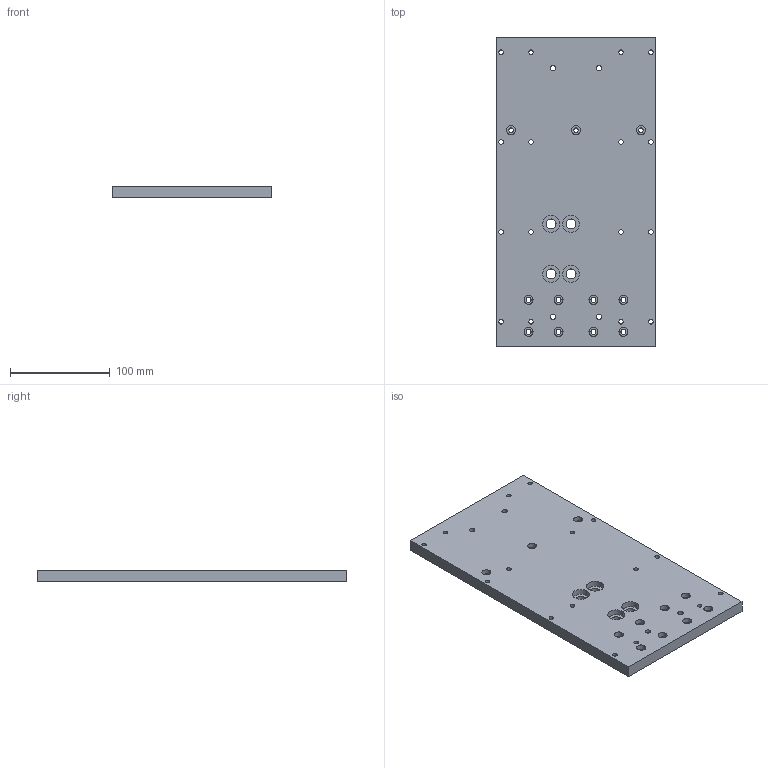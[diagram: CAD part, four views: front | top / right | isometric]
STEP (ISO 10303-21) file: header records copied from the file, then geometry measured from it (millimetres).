
FILE_DESCRIPTION (( 'STEP AP203' ), '1' );
FILE_NAME ('platine Z.STEP', '2012-12-20T09:47:30', ( 'Alex' ), ( '' ), 'SwSTEP 2.0', 'SolidWorks 2012', '' );
FILE_SCHEMA (( 'CONFIG_CONTROL_DESIGN' ));
Length unit declared in the file: millimetre
Products named in the file (1): platine Z
Bounding box: 160 x 310 x 12 mm (x, y, z)
Volume: 578741 mm3; surface area: 117054.2 mm2
Topology: 1 solids, 1 shells, 121 faces, 312 edges, 208 vertices
Faces by surface type: cylinder 100, plane 21
Entity records: 4023 total; most frequent: DIRECTION 756, CARTESIAN_POINT 642, ORIENTED_EDGE 624, AXIS2_PLACEMENT_3D 322, EDGE_CURVE 312, VERTEX_POINT 208, EDGE_LOOP 206, CIRCLE 200
